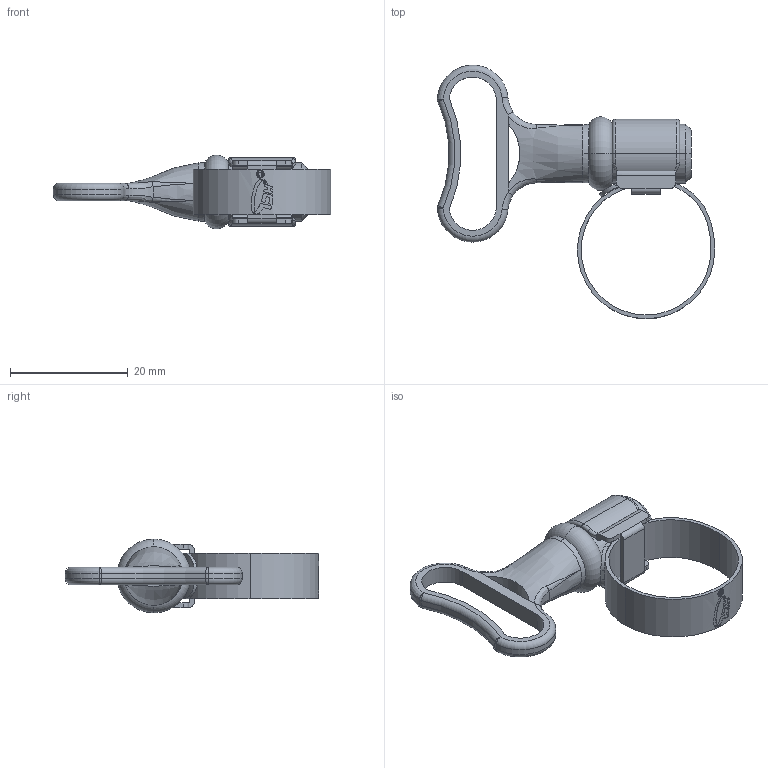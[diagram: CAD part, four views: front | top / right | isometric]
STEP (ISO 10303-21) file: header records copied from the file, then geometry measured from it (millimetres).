
FILE_DESCRIPTION (( 'STEP AP214' ), '1' );
FILE_NAME ('TRI-5Y-TK-6.step', '2025-07-15T14:39:48', ( '' ), ( '' ), 'SwSTEP 2.0', 'SolidWorks 2025', '' );
FILE_SCHEMA (( 'AUTOMOTIVE_DESIGN' ));
Length unit declared in the file: millimetre
Products named in the file (1): TRI-5Y-TK-6
Bounding box: 47.04 x 42.99 x 12.5 mm (x, y, z)
Volume: 3306.9 mm3; surface area: 3915.7 mm2
Topology: 3 solids, 3 shells, 236 faces, 609 edges, 382 vertices
Faces by surface type: cylinder 105, bspline 75, plane 34, torus 12, sphere 8, cone 2
Entity records: 9686 total; most frequent: CARTESIAN_POINT 4640, ORIENTED_EDGE 1210, DIRECTION 769, EDGE_CURVE 605, VERTEX_POINT 382, AXIS2_PLACEMENT_3D 277, B_SPLINE_CURVE_WITH_KNOTS 255, EDGE_LOOP 249
